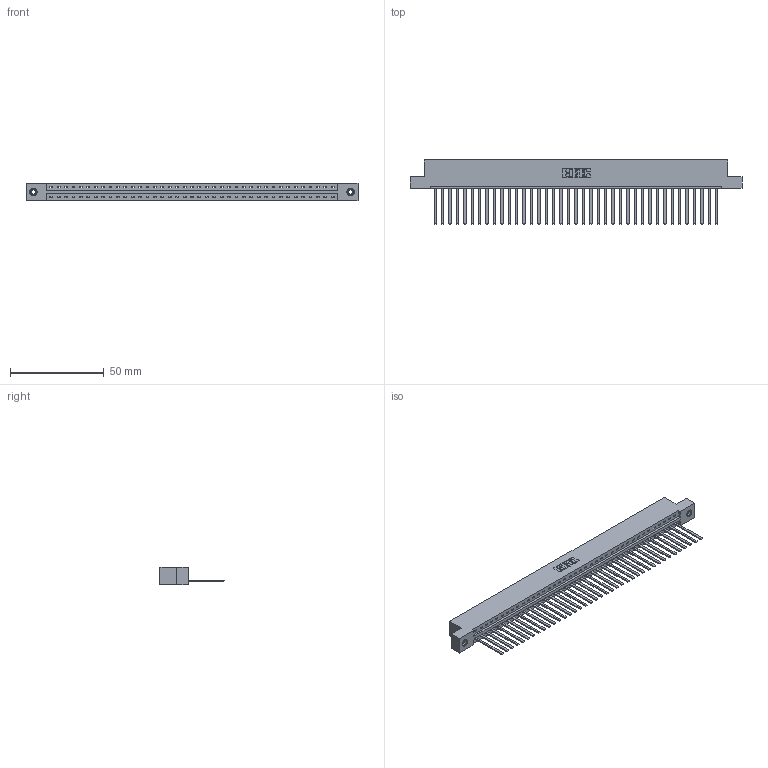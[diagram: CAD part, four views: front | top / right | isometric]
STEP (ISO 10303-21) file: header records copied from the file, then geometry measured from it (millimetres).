
FILE_DESCRIPTION (( 'STEP AP203' ), '1' );
FILE_NAME ('387-039-544-108.STEP', '2019-10-04T17:58:35', ( '' ), ( '' ), 'SwSTEP 2.0', 'SolidWorks 2016', '' );
FILE_SCHEMA (( 'CONFIG_CONTROL_DESIGN' ));
Length unit declared in the file: inch
Products named in the file (4): 387-039-544-108; 337 Part_Flush Mounting Lugs - 0.156 Dia-TI; 345-292-001_345-293-144; 345-250-001_345-250-003-102
Assembly tree (42 placements, depth 2):
  387-039-544-108
    337 Part_Flush Mounting Lugs - 0.156 Dia-TI
    345-292-001_345-293-144  x39
    345-250-001_345-250-003-102  x2
Bounding box: 177.55 x 34.3 x 9.4 mm (x, y, z)
Volume: 18860.5 mm3; surface area: 20988.5 mm2
Topology: 42 solids, 42 shells, 2358 faces, 7077 edges, 4658 vertices
Faces by surface type: plane 1740, cylinder 602, cone 12, torus 4
Entity records: 30380 total; most frequent: CARTESIAN_POINT 5270, ORIENTED_EDGE 5238, DIRECTION 4471, EDGE_CURVE 2619, LINE 2475, VECTOR 2475, VERTEX_POINT 1740, AXIS2_PLACEMENT_3D 998
